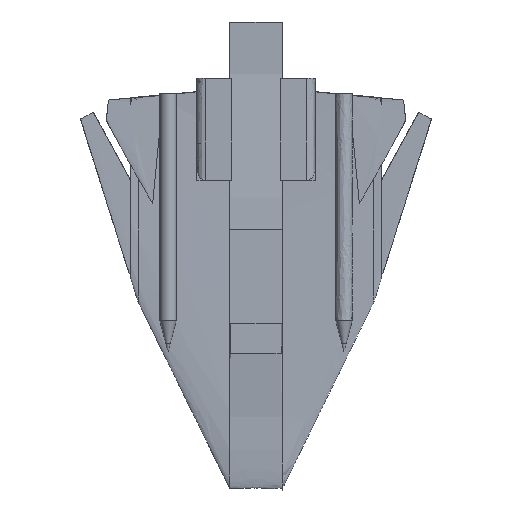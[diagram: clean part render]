
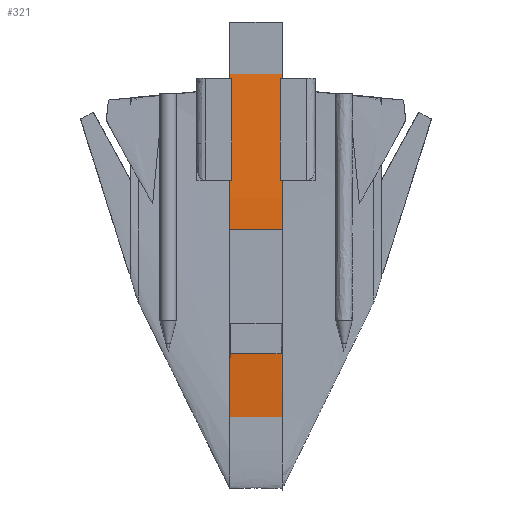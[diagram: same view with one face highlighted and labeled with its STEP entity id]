
A CAD part, front view. The second image highlights one B-rep face of the part: STEP entity #321.
In plain terms, the highlighted free-form (B-spline) face has degree [2, 1] with [3, 2] control points.
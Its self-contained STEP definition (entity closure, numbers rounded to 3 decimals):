
#182 = VERTEX_POINT('',#183);
#183 = CARTESIAN_POINT('',(0.416,-5.461,
    134.624));
#196 = VERTEX_POINT('',#197);
#197 = CARTESIAN_POINT('',(26.622,-5.461,
    134.624));
#202 = EDGE_CURVE('',#182,#196,#203,.T.);
#203 = B_SPLINE_CURVE_WITH_KNOTS('',1,(#204,#205),.UNSPECIFIED.,.F.,.F.,
  (2,2),(0.,32.689),.PIECEWISE_BEZIER_KNOTS.);
#204 = CARTESIAN_POINT('',(0.416,-5.461,
    134.624));
#205 = CARTESIAN_POINT('',(26.622,-5.461,
    134.624));
#215 = EDGE_CURVE('',#216,#218,#220,.T.);
#216 = VERTEX_POINT('',#217);
#217 = CARTESIAN_POINT('',(0.416,-4.734,
    70.497));
#218 = VERTEX_POINT('',#219);
#219 = CARTESIAN_POINT('',(26.622,-4.734,
    70.497));
#220 = B_SPLINE_CURVE_WITH_KNOTS('',1,(#221,#222),.UNSPECIFIED.,.F.,.F.,
  (2,2),(0.,32.689),.PIECEWISE_BEZIER_KNOTS.);
#221 = CARTESIAN_POINT('',(0.416,-4.734,
    70.497));
#222 = CARTESIAN_POINT('',(26.622,-4.734,
    70.497));
#243 = EDGE_CURVE('',#244,#246,#248,.T.);
#244 = VERTEX_POINT('',#245);
#245 = CARTESIAN_POINT('',(0.,0.,14.697));
#246 = VERTEX_POINT('',#247);
#247 = CARTESIAN_POINT('',(0.,1.345,219.568));
#248 = B_SPLINE_CURVE_WITH_KNOTS('',2,(#249,#250,#251),.UNSPECIFIED.,.F.
  ,.F.,(3,3),(0.,1.),.PIECEWISE_BEZIER_KNOTS.);
#249 = CARTESIAN_POINT('',(0.,0.,14.697));
#250 = CARTESIAN_POINT('',(0.,-12.197,117.191));
#251 = CARTESIAN_POINT('',(0.,1.345,219.568));
#266 = EDGE_CURVE('',#267,#269,#271,.T.);
#267 = VERTEX_POINT('',#268);
#268 = CARTESIAN_POINT('',(27.257,1.345,
    219.568));
#269 = VERTEX_POINT('',#270);
#270 = CARTESIAN_POINT('',(27.257,0.,14.697));
#271 = B_SPLINE_CURVE_WITH_KNOTS('',2,(#272,#273,#274),.UNSPECIFIED.,.F.
  ,.F.,(3,3),(0.,1.),.PIECEWISE_BEZIER_KNOTS.);
#272 = CARTESIAN_POINT('',(27.257,1.345,
    219.568));
#273 = CARTESIAN_POINT('',(27.257,-12.197,
    117.191));
#274 = CARTESIAN_POINT('',(27.257,0.,14.697));
#290 = EDGE_CURVE('',#269,#244,#291,.T.);
#291 = B_SPLINE_CURVE_WITH_KNOTS('',1,(#292,#293),.UNSPECIFIED.,.F.,.F.,
  (2,2),(0.,34.),.PIECEWISE_BEZIER_KNOTS.);
#292 = CARTESIAN_POINT('',(27.257,0.,14.697));
#293 = CARTESIAN_POINT('',(0.,0.,14.697));
#296 = EDGE_CURVE('',#267,#246,#297,.T.);
#297 = B_SPLINE_CURVE_WITH_KNOTS('',1,(#298,#299),.UNSPECIFIED.,.F.,.F.,
  (2,2),(0.,34.),.PIECEWISE_BEZIER_KNOTS.);
#298 = CARTESIAN_POINT('',(27.257,1.345,
    219.568));
#299 = CARTESIAN_POINT('',(0.,1.345,219.568));
#309 = EDGE_CURVE('',#218,#196,#310,.T.);
#310 = B_SPLINE_CURVE_WITH_KNOTS('',2,(#311,#312,#313),.UNSPECIFIED.,.F.
  ,.F.,(3,3),(0.272,0.585),.PIECEWISE_BEZIER_KNOTS.);
#311 = CARTESIAN_POINT('',(26.622,-4.734,
    70.497));
#312 = CARTESIAN_POINT('',(26.622,-6.358,
    102.566));
#313 = CARTESIAN_POINT('',(26.622,-5.461,
    134.624));
#321 = ADVANCED_FACE('',(#322,#333),#339,.T.);
#322 = FACE_BOUND('',#323,.T.);
#323 = EDGE_LOOP('',(#324,#330,#331,#332));
#324 = ORIENTED_EDGE('',*,*,#325,.F.);
#325 = EDGE_CURVE('',#182,#216,#326,.T.);
#326 = B_SPLINE_CURVE_WITH_KNOTS('',2,(#327,#328,#329),.UNSPECIFIED.,.F.
  ,.F.,(3,3),(0.415,0.728),.PIECEWISE_BEZIER_KNOTS.);
#327 = CARTESIAN_POINT('',(0.416,-5.461,
    134.624));
#328 = CARTESIAN_POINT('',(0.416,-6.358,
    102.566));
#329 = CARTESIAN_POINT('',(0.416,-4.734,
    70.497));
#330 = ORIENTED_EDGE('',*,*,#202,.T.);
#331 = ORIENTED_EDGE('',*,*,#309,.F.);
#332 = ORIENTED_EDGE('',*,*,#215,.F.);
#333 = FACE_BOUND('',#334,.T.);
#334 = EDGE_LOOP('',(#335,#336,#337,#338));
#335 = ORIENTED_EDGE('',*,*,#266,.F.);
#336 = ORIENTED_EDGE('',*,*,#296,.T.);
#337 = ORIENTED_EDGE('',*,*,#243,.F.);
#338 = ORIENTED_EDGE('',*,*,#290,.F.);
#339 = B_SPLINE_SURFACE_WITH_KNOTS('',2,1,(
    (#340,#341)
    ,(#342,#343)
    ,(#344,#345
    )),.UNSPECIFIED.,.F.,.F.,.F.,(3,3),(2,2),(0.,1.),(0.5,
    0.5),.PIECEWISE_BEZIER_KNOTS.);
#340 = CARTESIAN_POINT('',(27.257,0.,14.697));
#341 = CARTESIAN_POINT('',(0.,0.,14.697));
#342 = CARTESIAN_POINT('',(27.257,-12.197,
    117.191));
#343 = CARTESIAN_POINT('',(0.,-12.197,
    117.191));
#344 = CARTESIAN_POINT('',(27.257,1.345,
    219.568));
#345 = CARTESIAN_POINT('',(0.,1.345,
    219.568));
